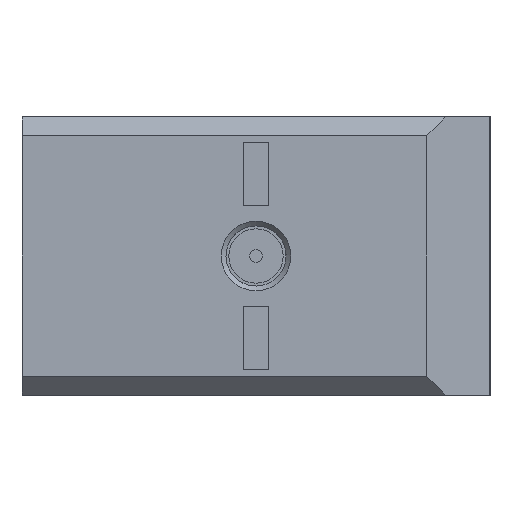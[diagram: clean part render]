
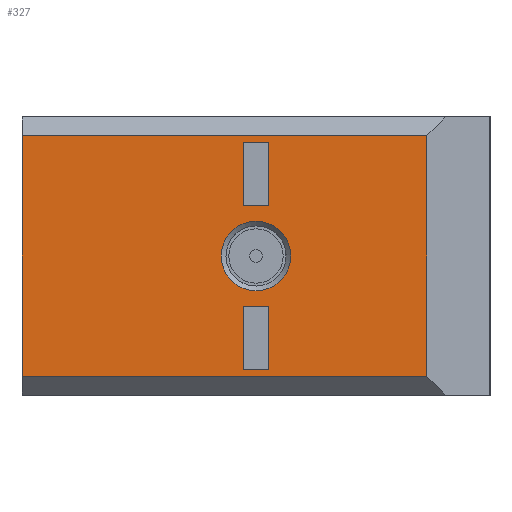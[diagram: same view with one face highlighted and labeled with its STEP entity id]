
A CAD part, left-side view. The second image highlights one B-rep face of the part: STEP entity #327.
In plain terms, the highlighted planar face has unit normal (-1, 0, 0).
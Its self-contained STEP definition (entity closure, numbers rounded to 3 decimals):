
#327=ADVANCED_FACE('',(#4860,#4862,#4864,#4866),#4868,.F.);
#4860=FACE_BOUND('',#4861,.T.);
#4861=EDGE_LOOP('',(#11492,#11493,#11494,#11495));
#4862=FACE_BOUND('',#4863,.T.);
#4863=EDGE_LOOP('',(#11496,#11497,#11498,#11499));
#4864=FACE_BOUND('',#4865,.T.);
#4865=EDGE_LOOP('',(#11500,#11501,#11502,#11503));
#4866=FACE_BOUND('',#4867,.T.);
#4867=EDGE_LOOP('',(#11504));
#4868=PLANE('',#4869);
#4869=AXIS2_PLACEMENT_3D('',#4870,#4871,#4872);
#4870=CARTESIAN_POINT('',(-9.4,-3.701,1.85));
#4871=DIRECTION('',(1.,0.,-0.));
#4872=DIRECTION('',(-0.,0.,-1.));
#11492=ORIENTED_EDGE('',*,*,#13698,.T.);
#11493=ORIENTED_EDGE('',*,*,#14005,.T.);
#11494=ORIENTED_EDGE('',*,*,#14006,.T.);
#11495=ORIENTED_EDGE('',*,*,#14007,.T.);
#11496=ORIENTED_EDGE('',*,*,#14008,.F.);
#11497=ORIENTED_EDGE('',*,*,#14009,.F.);
#11498=ORIENTED_EDGE('',*,*,#14010,.T.);
#11499=ORIENTED_EDGE('',*,*,#14011,.T.);
#11500=ORIENTED_EDGE('',*,*,#14012,.F.);
#11501=ORIENTED_EDGE('',*,*,#14013,.T.);
#11502=ORIENTED_EDGE('',*,*,#14014,.T.);
#11503=ORIENTED_EDGE('',*,*,#14015,.F.);
#11504=ORIENTED_EDGE('',*,*,#13650,.F.);
#13650=EDGE_CURVE('',#14946,#14946,#14947,.T.);
#13698=EDGE_CURVE('',#15035,#15033,#15036,.T.);
#14005=EDGE_CURVE('',#15033,#15647,#15648,.T.);
#14006=EDGE_CURVE('',#15647,#15649,#15650,.T.);
#14007=EDGE_CURVE('',#15649,#15035,#15651,.T.);
#14008=EDGE_CURVE('',#15652,#15653,#15654,.T.);
#14009=EDGE_CURVE('',#15655,#15652,#15656,.T.);
#14010=EDGE_CURVE('',#15655,#15657,#15658,.T.);
#14011=EDGE_CURVE('',#15657,#15653,#15659,.T.);
#14012=EDGE_CURVE('',#15660,#15661,#15662,.T.);
#14013=EDGE_CURVE('',#15660,#15663,#15664,.T.);
#14014=EDGE_CURVE('',#15663,#15665,#15666,.T.);
#14015=EDGE_CURVE('',#15661,#15665,#15667,.T.);
#14946=VERTEX_POINT('',#17338);
#14947=CIRCLE('',#17339,0.55);
#15033=VERTEX_POINT('',#17541);
#15035=VERTEX_POINT('',#17545);
#15036=LINE('',#17546,#17547);
#15647=VERTEX_POINT('',#21487);
#15648=LINE('',#21488,#21489);
#15649=VERTEX_POINT('',#21491);
#15650=LINE('',#21492,#21493);
#15651=LINE('',#21495,#21496);
#15652=VERTEX_POINT('',#21498);
#15653=VERTEX_POINT('',#21499);
#15654=LINE('',#21500,#21501);
#15655=VERTEX_POINT('',#21503);
#15656=LINE('',#21504,#21505);
#15657=VERTEX_POINT('',#21507);
#15658=LINE('',#21508,#21509);
#15659=LINE('',#21511,#21512);
#15660=VERTEX_POINT('',#21514);
#15661=VERTEX_POINT('',#21515);
#15662=LINE('',#21516,#21517);
#15663=VERTEX_POINT('',#21519);
#15664=LINE('',#21520,#21521);
#15665=VERTEX_POINT('',#21523);
#15666=LINE('',#21524,#21525);
#15667=LINE('',#21527,#21528);
#17338=CARTESIAN_POINT('',(-9.4,0.,0.6));
#17339=AXIS2_PLACEMENT_3D('',#17340,#17341,#17342);
#17340=CARTESIAN_POINT('',(-9.4,0.,0.05));
#17341=DIRECTION('',(-1.,-0.,0.));
#17342=DIRECTION('',(0.,0.,-1.));
#17541=CARTESIAN_POINT('',(-9.4,3.7,-1.85));
#17545=CARTESIAN_POINT('',(-9.4,3.7,1.95));
#17546=CARTESIAN_POINT('',(-9.4,3.7,1.95));
#17547=VECTOR('',#17548,1.);
#17548=DIRECTION('',(0.,0.,-1.));
#21487=CARTESIAN_POINT('',(-9.4,-2.7,-1.85));
#21488=CARTESIAN_POINT('',(-9.4,3.7,-1.85));
#21489=VECTOR('',#21490,1.);
#21490=DIRECTION('',(0.,-1.,0.));
#21491=CARTESIAN_POINT('',(-9.4,-2.7,1.95));
#21492=CARTESIAN_POINT('',(-9.4,-2.7,-1.85));
#21493=VECTOR('',#21494,1.);
#21494=DIRECTION('',(0.,0.,1.));
#21495=CARTESIAN_POINT('',(-9.4,-2.7,1.95));
#21496=VECTOR('',#21497,1.);
#21497=DIRECTION('',(0.,1.,0.));
#21498=CARTESIAN_POINT('',(-9.4,-0.2,1.85));
#21499=CARTESIAN_POINT('',(-9.4,0.2,1.85));
#21500=CARTESIAN_POINT('',(-9.4,-0.2,1.85));
#21501=VECTOR('',#21502,1.);
#21502=DIRECTION('',(0.,1.,0.));
#21503=CARTESIAN_POINT('',(-9.4,-0.2,0.85));
#21504=CARTESIAN_POINT('',(-9.4,-0.2,0.85));
#21505=VECTOR('',#21506,1.);
#21506=DIRECTION('',(0.,0.,1.));
#21507=CARTESIAN_POINT('',(-9.4,0.2,0.85));
#21508=CARTESIAN_POINT('',(-9.4,-0.2,0.85));
#21509=VECTOR('',#21510,1.);
#21510=DIRECTION('',(0.,1.,0.));
#21511=CARTESIAN_POINT('',(-9.4,0.2,0.85));
#21512=VECTOR('',#21513,1.);
#21513=DIRECTION('',(0.,0.,1.));
#21514=CARTESIAN_POINT('',(-9.4,-0.2,-1.75));
#21515=CARTESIAN_POINT('',(-9.4,-0.2,-0.75));
#21516=CARTESIAN_POINT('',(-9.4,-0.2,-1.75));
#21517=VECTOR('',#21518,1.);
#21518=DIRECTION('',(0.,0.,1.));
#21519=CARTESIAN_POINT('',(-9.4,0.2,-1.75));
#21520=CARTESIAN_POINT('',(-9.4,-0.2,-1.75));
#21521=VECTOR('',#21522,1.);
#21522=DIRECTION('',(0.,1.,0.));
#21523=CARTESIAN_POINT('',(-9.4,0.2,-0.75));
#21524=CARTESIAN_POINT('',(-9.4,0.2,-1.75));
#21525=VECTOR('',#21526,1.);
#21526=DIRECTION('',(0.,0.,1.));
#21527=CARTESIAN_POINT('',(-9.4,-0.2,-0.75));
#21528=VECTOR('',#21529,1.);
#21529=DIRECTION('',(0.,1.,0.));
